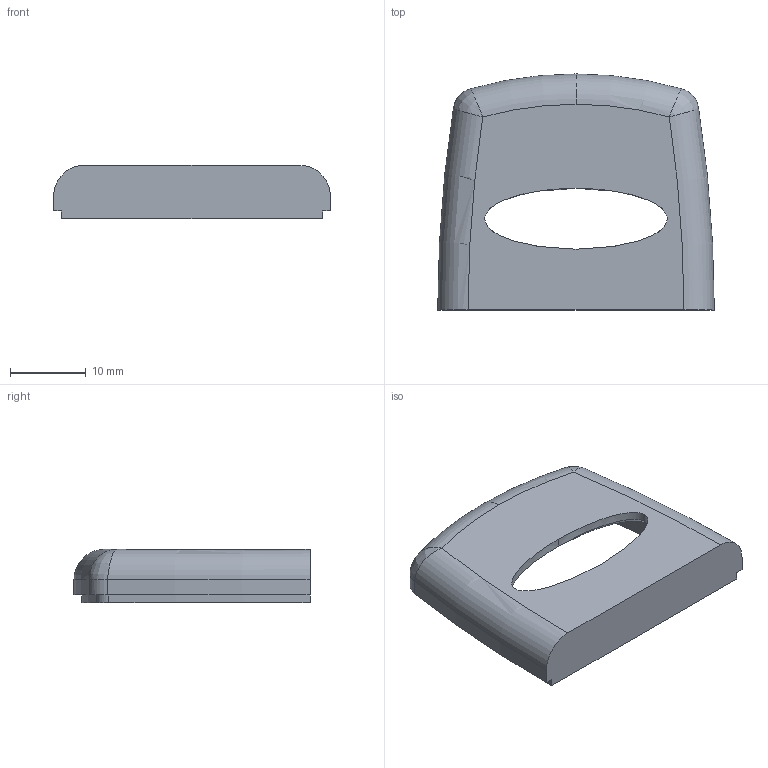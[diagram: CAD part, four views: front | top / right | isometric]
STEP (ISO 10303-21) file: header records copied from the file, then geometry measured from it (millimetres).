
FILE_DESCRIPTION(('FreeCAD Model'),'2;1');
FILE_NAME('ButtonCase.step','2015-09-06T20:00:30',('Author'),(''), 'Open CASCADE STEP processor 6.8','FreeCAD','Unknown');
FILE_SCHEMA(('AUTOMOTIVE_DESIGN_CC2 { 1 2 10303 214 -1 1 5 4 }'));
Length unit declared in the file: millimetre
Products named in the file (1): ButtonCase
Bounding box: 36.4 x 31.07 x 7 mm (x, y, z)
Volume: 2631.1 mm3; surface area: 3060.7 mm2
Topology: 1 solids, 1 shells, 42 faces, 111 edges, 68 vertices
Faces by surface type: cylinder 16, torus 8, bspline 6, plane 6, extrusion 4, offset 2
Entity records: 5271 total; most frequent: CARTESIAN_POINT 3275, DIRECTION 321, ORIENTED_EDGE 214, PCURVE 214, DEFINITIONAL_REPRESENTATION 214, VECTOR 146, LINE 142, EDGE_CURVE 107
